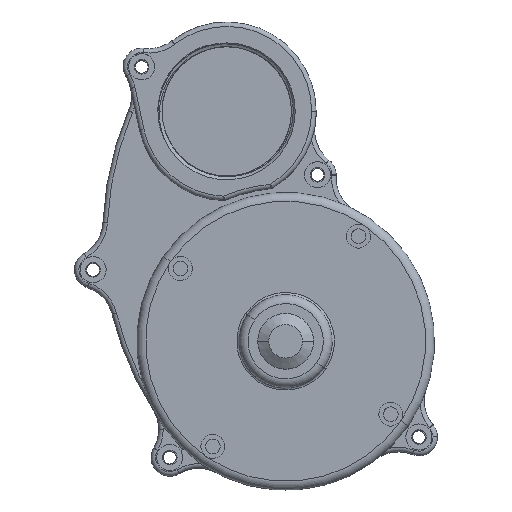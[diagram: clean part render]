
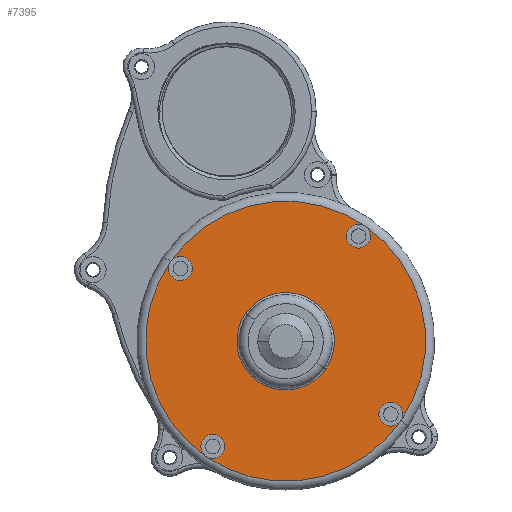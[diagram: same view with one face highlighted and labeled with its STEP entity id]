
A CAD part, top view. The second image highlights one B-rep face of the part: STEP entity #7395.
In plain terms, the highlighted face is planar.
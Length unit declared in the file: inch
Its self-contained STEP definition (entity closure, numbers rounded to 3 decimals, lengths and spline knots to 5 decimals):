
#142 = CIRCLE ( 'NONE', #12586, 0.16 ) ;
#652 = DIRECTION ( 'NONE',  ( -1., 0., 0. ) ) ;
#790 = AXIS2_PLACEMENT_3D ( 'NONE', #6780, #11358, #4879 ) ;
#904 = VERTEX_POINT ( 'NONE', #9883 ) ;
#1114 = EDGE_CURVE ( 'NONE', #8557, #10940, #7085, .T. ) ;
#1204 = FACE_BOUND ( 'NONE', #10163, .T. ) ;
#1216 = EDGE_LOOP ( 'NONE', ( #14091, #14281 ) ) ;
#1263 = CIRCLE ( 'NONE', #2011, 0.655 ) ;
#1518 = DIRECTION ( 'NONE',  ( -1., 0., 0. ) ) ;
#2011 = AXIS2_PLACEMENT_3D ( 'NONE', #9523, #1518, #5993 ) ;
#2126 = DIRECTION ( 'NONE',  ( -1., 0., 0. ) ) ;
#2258 = EDGE_LOOP ( 'NONE', ( #12270, #4339 ) ) ;
#2335 = EDGE_LOOP ( 'NONE', ( #4607, #7112 ) ) ;
#2479 = CIRCLE ( 'NONE', #10470, 1.88 ) ;
#2495 = DIRECTION ( 'NONE',  ( -1., 0., 0. ) ) ;
#2503 = CARTESIAN_POINT ( 'NONE',  ( 0.365, 0., -1.8775 ) ) ;
#2526 = VERTEX_POINT ( 'NONE', #2858 ) ;
#2655 = EDGE_CURVE ( 'NONE', #904, #11427, #6668, .T. ) ;
#2771 = DIRECTION ( 'NONE',  ( -1., 0., 0. ) ) ;
#2821 = EDGE_CURVE ( 'NONE', #12550, #5083, #13504, .T. ) ;
#2858 = CARTESIAN_POINT ( 'NONE',  ( 0.365, 1.718, -0.16 ) ) ;
#2902 = EDGE_CURVE ( 'NONE', #5083, #12550, #1263, .T. ) ;
#2959 = EDGE_CURVE ( 'NONE', #10940, #8557, #13717, .T. ) ;
#2976 = CARTESIAN_POINT ( 'NONE',  ( 0.365, 0., -1.5575 ) ) ;
#3080 = VERTEX_POINT ( 'NONE', #10013 ) ;
#3398 = FACE_BOUND ( 'NONE', #2258, .T. ) ;
#3456 = CARTESIAN_POINT ( 'NONE',  ( 0.365, 0., 1.5575 ) ) ;
#3492 = AXIS2_PLACEMENT_3D ( 'NONE', #9035, #13755, #11334 ) ;
#3546 = DIRECTION ( 'NONE',  ( 0., 0., 1. ) ) ;
#3646 = CARTESIAN_POINT ( 'NONE',  ( 0.365, 0., 1.88 ) ) ;
#3798 = CARTESIAN_POINT ( 'NONE',  ( 0.365, 0., 0. ) ) ;
#3800 = ORIENTED_EDGE ( 'NONE', *, *, #1114, .F. ) ;
#3870 = DIRECTION ( 'NONE',  ( 0., 0., 1. ) ) ;
#3920 = CIRCLE ( 'NONE', #12144, 0.16 ) ;
#4339 = ORIENTED_EDGE ( 'NONE', *, *, #11649, .F. ) ;
#4536 = VERTEX_POINT ( 'NONE', #3646 ) ;
#4581 = AXIS2_PLACEMENT_3D ( 'NONE', #3798, #4977, #3870 ) ;
#4607 = ORIENTED_EDGE ( 'NONE', *, *, #2821, .F. ) ;
#4658 = AXIS2_PLACEMENT_3D ( 'NONE', #5675, #10020, #8977 ) ;
#4737 = EDGE_LOOP ( 'NONE', ( #11335, #8478 ) ) ;
#4821 = ORIENTED_EDGE ( 'NONE', *, *, #9944, .F. ) ;
#4879 = DIRECTION ( 'NONE',  ( 0., 0., 1. ) ) ;
#4920 = EDGE_CURVE ( 'NONE', #4536, #6056, #2479, .T. ) ;
#4968 = EDGE_CURVE ( 'NONE', #12935, #2526, #142, .T. ) ;
#4977 = DIRECTION ( 'NONE',  ( -1., 0., 0. ) ) ;
#5083 = VERTEX_POINT ( 'NONE', #14485 ) ;
#5121 = DIRECTION ( 'NONE',  ( 0., 0., 1. ) ) ;
#5660 = DIRECTION ( 'NONE',  ( -1., 0., 0. ) ) ;
#5675 = CARTESIAN_POINT ( 'NONE',  ( 0.365, 0.655, 0. ) ) ;
#5796 = DIRECTION ( 'NONE',  ( 0., 0., 1. ) ) ;
#5831 = AXIS2_PLACEMENT_3D ( 'NONE', #9130, #7884, #3546 ) ;
#5993 = DIRECTION ( 'NONE',  ( 0., 0., 1. ) ) ;
#6056 = VERTEX_POINT ( 'NONE', #9659 ) ;
#6196 = CARTESIAN_POINT ( 'NONE',  ( 0.365, 1.718, 0.16 ) ) ;
#6529 = EDGE_CURVE ( 'NONE', #11427, #904, #3920, .T. ) ;
#6617 = ORIENTED_EDGE ( 'NONE', *, *, #10932, .F. ) ;
#6668 = CIRCLE ( 'NONE', #13968, 0.16 ) ;
#6780 = CARTESIAN_POINT ( 'NONE',  ( 0.365, 0., -1.7175 ) ) ;
#7085 = CIRCLE ( 'NONE', #790, 0.16 ) ;
#7112 = ORIENTED_EDGE ( 'NONE', *, *, #2902, .F. ) ;
#7242 = DIRECTION ( 'NONE',  ( 0., 0., 1. ) ) ;
#7395 = ADVANCED_FACE ( 'NONE', ( #1204, #3398, #9948, #13479, #12379, #8913 ), #14444, .F. ) ;
#7784 = AXIS2_PLACEMENT_3D ( 'NONE', #9179, #5660, #10303 ) ;
#7884 = DIRECTION ( 'NONE',  ( -1., 0., 0. ) ) ;
#7987 = DIRECTION ( 'NONE',  ( 0., 0., 1. ) ) ;
#8057 = CARTESIAN_POINT ( 'NONE',  ( 0.365, -1.717, 0. ) ) ;
#8316 = ORIENTED_EDGE ( 'NONE', *, *, #2959, .F. ) ;
#8433 = CARTESIAN_POINT ( 'NONE',  ( 0.365, 0., -1.7175 ) ) ;
#8478 = ORIENTED_EDGE ( 'NONE', *, *, #13135, .T. ) ;
#8557 = VERTEX_POINT ( 'NONE', #2976 ) ;
#8913 = FACE_OUTER_BOUND ( 'NONE', #4737, .T. ) ;
#8977 = DIRECTION ( 'NONE',  ( 0., 0., -1. ) ) ;
#9035 = CARTESIAN_POINT ( 'NONE',  ( 0.365, 0., 1.7175 ) ) ;
#9130 = CARTESIAN_POINT ( 'NONE',  ( 0.365, 0., 0. ) ) ;
#9179 = CARTESIAN_POINT ( 'NONE',  ( 0.365, 0., 1.7175 ) ) ;
#9523 = CARTESIAN_POINT ( 'NONE',  ( 0.365, 0., 0. ) ) ;
#9659 = CARTESIAN_POINT ( 'NONE',  ( 0.365, 0., -1.88 ) ) ;
#9883 = CARTESIAN_POINT ( 'NONE',  ( 0.365, -1.717, 0.16 ) ) ;
#9944 = EDGE_CURVE ( 'NONE', #3080, #10835, #14076, .T. ) ;
#9948 = FACE_BOUND ( 'NONE', #1216, .T. ) ;
#9949 = AXIS2_PLACEMENT_3D ( 'NONE', #8433, #652, #5121 ) ;
#10013 = CARTESIAN_POINT ( 'NONE',  ( 0.365, 0., 1.8775 ) ) ;
#10020 = DIRECTION ( 'NONE',  ( 1., 0., 0. ) ) ;
#10067 = CARTESIAN_POINT ( 'NONE',  ( 0.365, 0., 0. ) ) ;
#10118 = AXIS2_PLACEMENT_3D ( 'NONE', #12934, #2771, #7242 ) ;
#10140 = DIRECTION ( 'NONE',  ( -1., 0., 0. ) ) ;
#10163 = EDGE_LOOP ( 'NONE', ( #3800, #8316 ) ) ;
#10303 = DIRECTION ( 'NONE',  ( 0., 0., 1. ) ) ;
#10470 = AXIS2_PLACEMENT_3D ( 'NONE', #10067, #10140, #13527 ) ;
#10835 = VERTEX_POINT ( 'NONE', #3456 ) ;
#10932 = EDGE_CURVE ( 'NONE', #10835, #3080, #12260, .T. ) ;
#10940 = VERTEX_POINT ( 'NONE', #2503 ) ;
#11116 = CARTESIAN_POINT ( 'NONE',  ( 0.365, 0., 0.655 ) ) ;
#11334 = DIRECTION ( 'NONE',  ( 0., 0., 1. ) ) ;
#11335 = ORIENTED_EDGE ( 'NONE', *, *, #4920, .T. ) ;
#11358 = DIRECTION ( 'NONE',  ( -1., 0., 0. ) ) ;
#11427 = VERTEX_POINT ( 'NONE', #13517 ) ;
#11649 = EDGE_CURVE ( 'NONE', #2526, #12935, #13649, .T. ) ;
#11703 = CARTESIAN_POINT ( 'NONE',  ( 0.365, -1.717, 0. ) ) ;
#12144 = AXIS2_PLACEMENT_3D ( 'NONE', #11703, #2126, #13038 ) ;
#12260 = CIRCLE ( 'NONE', #7784, 0.16 ) ;
#12270 = ORIENTED_EDGE ( 'NONE', *, *, #4968, .F. ) ;
#12379 = FACE_BOUND ( 'NONE', #2335, .T. ) ;
#12412 = DIRECTION ( 'NONE',  ( -1., 0., 0. ) ) ;
#12428 = CARTESIAN_POINT ( 'NONE',  ( 0.365, 1.718, 0. ) ) ;
#12550 = VERTEX_POINT ( 'NONE', #11116 ) ;
#12586 = AXIS2_PLACEMENT_3D ( 'NONE', #12428, #2495, #5796 ) ;
#12934 = CARTESIAN_POINT ( 'NONE',  ( 0.365, 1.718, 0. ) ) ;
#12935 = VERTEX_POINT ( 'NONE', #6196 ) ;
#12966 = EDGE_LOOP ( 'NONE', ( #4821, #6617 ) ) ;
#13038 = DIRECTION ( 'NONE',  ( 0., 0., 1. ) ) ;
#13135 = EDGE_CURVE ( 'NONE', #6056, #4536, #14529, .T. ) ;
#13479 = FACE_BOUND ( 'NONE', #12966, .T. ) ;
#13504 = CIRCLE ( 'NONE', #4581, 0.655 ) ;
#13517 = CARTESIAN_POINT ( 'NONE',  ( 0.365, -1.717, -0.16 ) ) ;
#13527 = DIRECTION ( 'NONE',  ( 0., 0., 1. ) ) ;
#13649 = CIRCLE ( 'NONE', #10118, 0.16 ) ;
#13717 = CIRCLE ( 'NONE', #9949, 0.16 ) ;
#13755 = DIRECTION ( 'NONE',  ( -1., 0., 0. ) ) ;
#13968 = AXIS2_PLACEMENT_3D ( 'NONE', #8057, #12412, #7987 ) ;
#14076 = CIRCLE ( 'NONE', #3492, 0.16 ) ;
#14091 = ORIENTED_EDGE ( 'NONE', *, *, #2655, .F. ) ;
#14281 = ORIENTED_EDGE ( 'NONE', *, *, #6529, .F. ) ;
#14444 = PLANE ( 'NONE',  #4658 ) ;
#14485 = CARTESIAN_POINT ( 'NONE',  ( 0.365, 0., -0.655 ) ) ;
#14529 = CIRCLE ( 'NONE', #5831, 1.88 ) ;
